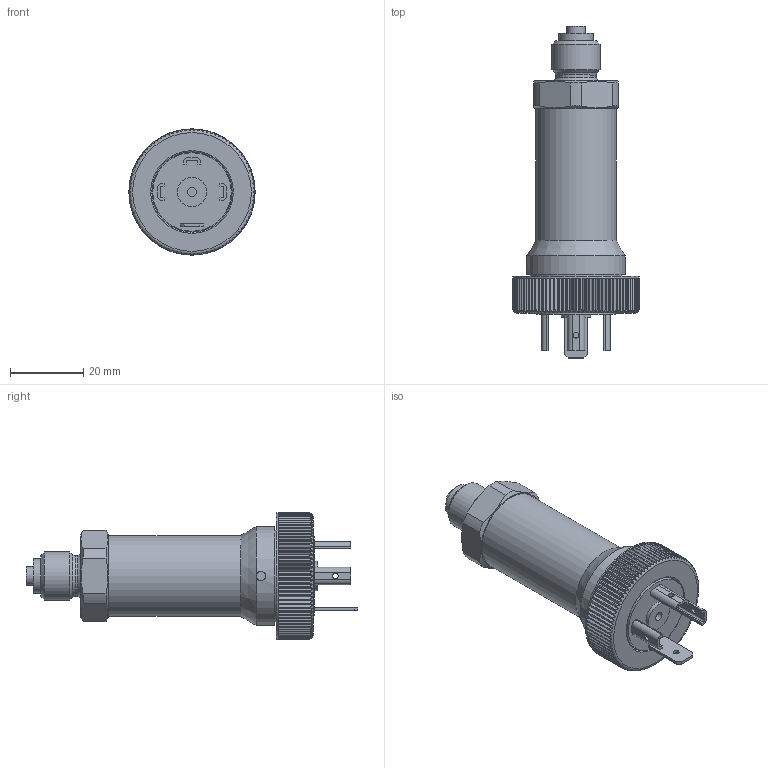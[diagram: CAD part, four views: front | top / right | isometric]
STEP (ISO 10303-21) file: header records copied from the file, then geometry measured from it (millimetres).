
FILE_DESCRIPTION( ( 'Druckaufnehmer G1" cone als STP an ' ), '1' );
FILE_NAME( 'PBMx_xxxxxxxx4402xxx.stp', '8.4.2011', ( 'Daniel Bosshard' ), ( 'Baumer electric AG, Process Instrumentation, CH8501 Frauenfeld' ), 'PSStep 14.0', 'Solid Edge ST3', ' ' );
FILE_SCHEMA( ( 'AUTOMOTIVE_DESIGN { 1 0 10303 214 1 1 1 1 }' ) );
Length unit declared in the file: millimetre
Products named in the file (1): 11009843
Bounding box: 34.5 x 90.85 x 34.5 mm (x, y, z)
Volume: 33403 mm3; surface area: 8968.3 mm2
Topology: 1 solids, 2 shells, 377 faces, 1071 edges, 712 vertices
Faces by surface type: plane 324, cylinder 40, cone 7, torus 6
Full cylindrical faces by diameter (mm): 1.6 x4, 2.459 x1, 4 x1, 5 x1, 8 x1, 9.5 x1, 11.2 x1, 13.157 x1, 18.917 x1, 20.3 x1, 21.5 x1, 22 x1, 22.1 x1, 22.3 x1, 25 x1, 27 x1, 34.5 x1
Entity records: 15854 total; most frequent: CARTESIAN_POINT 3348, ORIENTED_EDGE 2046, DIRECTION 1850, EDGE_CURVE 1023, VERTEX_POINT 697, AXIS2_PLACEMENT_3D 643, LINE 564, VECTOR 564
